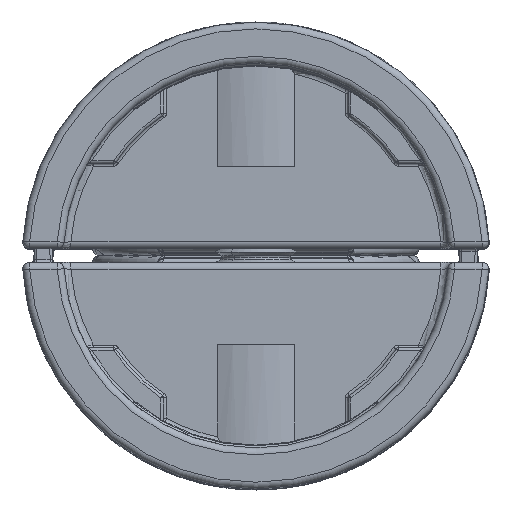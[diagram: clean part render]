
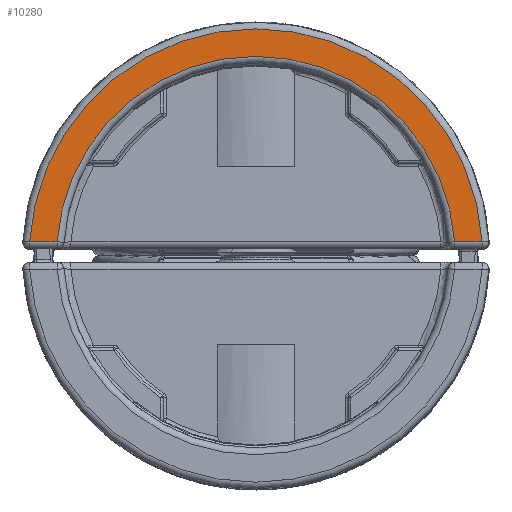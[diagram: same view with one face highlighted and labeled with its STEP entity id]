
A CAD part, front view. The second image highlights one B-rep face of the part: STEP entity #10280.
In plain terms, the highlighted planar face has unit normal (0, -1, 0).
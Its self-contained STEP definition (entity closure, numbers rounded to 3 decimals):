
#764 = CARTESIAN_POINT ( 'NONE',  ( 16.47, 0., -0.5 ) ) ;
#1076 = VECTOR ( 'NONE', #18073, 1000. ) ;
#2988 = CARTESIAN_POINT ( 'NONE',  ( -14.465, 0., -0.5 ) ) ;
#3464 = CARTESIAN_POINT ( 'NONE',  ( 0., 0., -0.5 ) ) ;
#3786 = VERTEX_POINT ( 'NONE', #2988 ) ;
#4062 = CARTESIAN_POINT ( 'NONE',  ( 0., 0., 0.5 ) ) ;
#6517 = DIRECTION ( 'NONE',  ( 0., 0., 1. ) ) ;
#6859 = DIRECTION ( 'NONE',  ( 0., 1., 0. ) ) ;
#7373 = AXIS2_PLACEMENT_3D ( 'NONE', #4062, #21120, #6517 ) ;
#10280 = ADVANCED_FACE ( 'NONE', ( #23895 ), #21455, .F. ) ;
#11346 = CIRCLE ( 'NONE', #28122, 14.5 ) ;
#11542 = VECTOR ( 'NONE', #11600, 1000. ) ;
#11600 = DIRECTION ( 'NONE',  ( -1., 0., 0. ) ) ;
#12508 = CARTESIAN_POINT ( 'NONE',  ( 0., 0., 0.5 ) ) ;
#13088 = CIRCLE ( 'NONE', #7373, 16.5 ) ;
#14962 = DIRECTION ( 'NONE',  ( 0., 0., 1. ) ) ;
#15012 = EDGE_LOOP ( 'NONE', ( #16589, #16652, #28693, #16902 ) ) ;
#15963 = VERTEX_POINT ( 'NONE', #28965 ) ;
#16517 = CARTESIAN_POINT ( 'NONE',  ( 0., 0., 0.5 ) ) ;
#16589 = ORIENTED_EDGE ( 'NONE', *, *, #27192, .T. ) ;
#16652 = ORIENTED_EDGE ( 'NONE', *, *, #24242, .T. ) ;
#16902 = ORIENTED_EDGE ( 'NONE', *, *, #19050, .T. ) ;
#18073 = DIRECTION ( 'NONE',  ( -1., 0., 0. ) ) ;
#18086 = LINE ( 'NONE', #26184, #11542 ) ;
#18138 = AXIS2_PLACEMENT_3D ( 'NONE', #16517, #6859, #23894 ) ;
#18985 = EDGE_CURVE ( 'NONE', #26908, #24523, #13088, .T. ) ;
#19050 = EDGE_CURVE ( 'NONE', #24523, #15963, #18086, .T. ) ;
#20540 = LINE ( 'NONE', #3464, #1076 ) ;
#21120 = DIRECTION ( 'NONE',  ( 0., -1., 0. ) ) ;
#21455 = PLANE ( 'NONE',  #18138 ) ;
#23894 = DIRECTION ( 'NONE',  ( 0., 0., 1. ) ) ;
#23895 = FACE_OUTER_BOUND ( 'NONE', #15012, .T. ) ;
#24242 = EDGE_CURVE ( 'NONE', #3786, #26908, #20540, .T. ) ;
#24523 = VERTEX_POINT ( 'NONE', #764 ) ;
#26184 = CARTESIAN_POINT ( 'NONE',  ( 0., 0., -0.5 ) ) ;
#26908 = VERTEX_POINT ( 'NONE', #30116 ) ;
#27192 = EDGE_CURVE ( 'NONE', #15963, #3786, #11346, .T. ) ;
#28122 = AXIS2_PLACEMENT_3D ( 'NONE', #12508, #29554, #14962 ) ;
#28693 = ORIENTED_EDGE ( 'NONE', *, *, #18985, .T. ) ;
#28965 = CARTESIAN_POINT ( 'NONE',  ( 14.465, 0., -0.5 ) ) ;
#29554 = DIRECTION ( 'NONE',  ( 0., 1., 0. ) ) ;
#30116 = CARTESIAN_POINT ( 'NONE',  ( -16.47, 0., -0.5 ) ) ;
